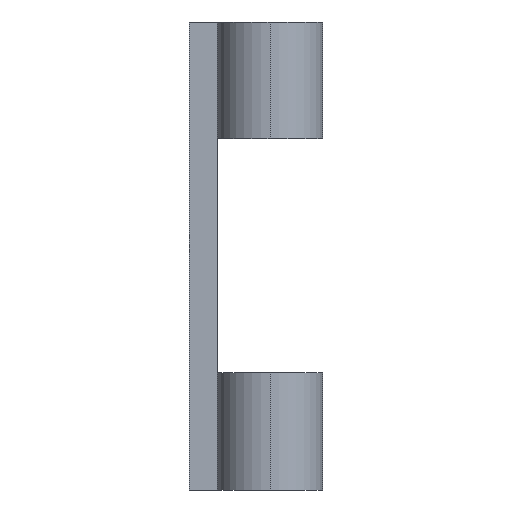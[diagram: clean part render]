
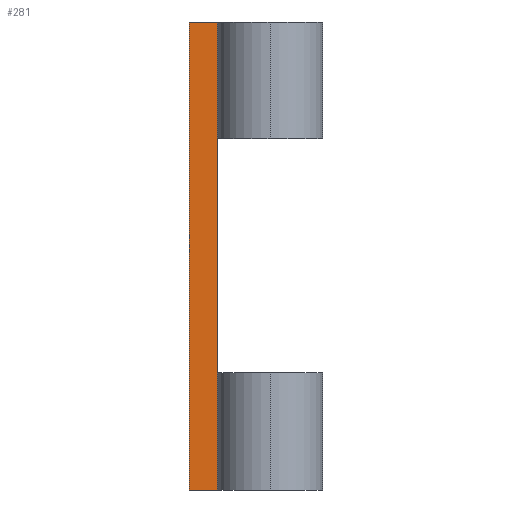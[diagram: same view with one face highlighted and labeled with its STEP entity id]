
A CAD part, left-side view. The second image highlights one B-rep face of the part: STEP entity #281.
In plain terms, the highlighted planar face has unit normal (-1, 0, 0).
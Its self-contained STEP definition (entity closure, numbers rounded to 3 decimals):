
#28 = ORIENTED_EDGE ( 'NONE', *, *, #226, .F. ) ;
#112 = VERTEX_POINT ( 'NONE', #1102 ) ;
#130 = VECTOR ( 'NONE', #838, 1000. ) ;
#144 = ORIENTED_EDGE ( 'NONE', *, *, #747, .T. ) ;
#197 = CARTESIAN_POINT ( 'NONE',  ( -235., 12., 100. ) ) ;
#226 = EDGE_CURVE ( 'NONE', #112, #962, #751, .T. ) ;
#267 = LINE ( 'NONE', #197, #453 ) ;
#278 = CARTESIAN_POINT ( 'NONE',  ( -235., 12., -100. ) ) ;
#281 = ADVANCED_FACE ( 'NONE', ( #1140 ), #313, .F. ) ;
#313 = PLANE ( 'NONE',  #402 ) ;
#367 = EDGE_CURVE ( 'NONE', #383, #815, #612, .T. ) ;
#383 = VERTEX_POINT ( 'NONE', #1089 ) ;
#402 = AXIS2_PLACEMENT_3D ( 'NONE', #680, #1039, #592 ) ;
#453 = VECTOR ( 'NONE', #634, 1000. ) ;
#528 = CARTESIAN_POINT ( 'NONE',  ( -235., 0., -100. ) ) ;
#532 = DIRECTION ( 'NONE',  ( 0., 0., 1. ) ) ;
#592 = DIRECTION ( 'NONE',  ( 0., 0., -1. ) ) ;
#612 = LINE ( 'NONE', #528, #967 ) ;
#634 = DIRECTION ( 'NONE',  ( 0., -1., 0. ) ) ;
#680 = CARTESIAN_POINT ( 'NONE',  ( -235., 12., -100. ) ) ;
#702 = CARTESIAN_POINT ( 'NONE',  ( -235., 12., 100. ) ) ;
#713 = EDGE_CURVE ( 'NONE', #962, #815, #267, .T. ) ;
#747 = EDGE_CURVE ( 'NONE', #112, #383, #817, .T. ) ;
#751 = LINE ( 'NONE', #1122, #130 ) ;
#798 = CARTESIAN_POINT ( 'NONE',  ( -235., 0., 100. ) ) ;
#804 = VECTOR ( 'NONE', #1005, 1000. ) ;
#815 = VERTEX_POINT ( 'NONE', #798 ) ;
#817 = LINE ( 'NONE', #278, #804 ) ;
#838 = DIRECTION ( 'NONE',  ( 0., 0., 1. ) ) ;
#876 = EDGE_LOOP ( 'NONE', ( #1080, #923, #28, #144 ) ) ;
#923 = ORIENTED_EDGE ( 'NONE', *, *, #713, .F. ) ;
#962 = VERTEX_POINT ( 'NONE', #702 ) ;
#967 = VECTOR ( 'NONE', #532, 1000. ) ;
#1005 = DIRECTION ( 'NONE',  ( 0., -1., 0. ) ) ;
#1039 = DIRECTION ( 'NONE',  ( 1., 0., 0. ) ) ;
#1080 = ORIENTED_EDGE ( 'NONE', *, *, #367, .T. ) ;
#1089 = CARTESIAN_POINT ( 'NONE',  ( -235., 0., -100. ) ) ;
#1102 = CARTESIAN_POINT ( 'NONE',  ( -235., 12., -100. ) ) ;
#1122 = CARTESIAN_POINT ( 'NONE',  ( -235., 12., -100. ) ) ;
#1140 = FACE_OUTER_BOUND ( 'NONE', #876, .T. ) ;
